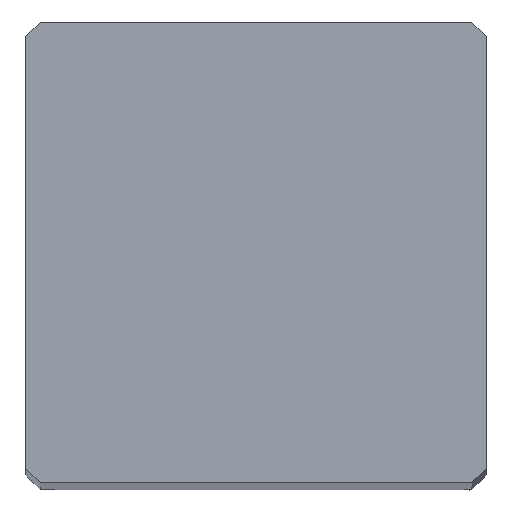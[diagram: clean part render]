
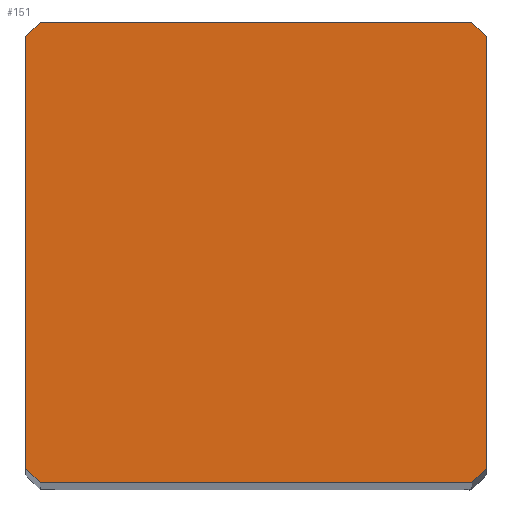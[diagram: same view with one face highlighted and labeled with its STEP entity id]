
A CAD part, top view. The second image highlights one B-rep face of the part: STEP entity #151.
In plain terms, the highlighted planar face has unit normal (0, 0, 1).
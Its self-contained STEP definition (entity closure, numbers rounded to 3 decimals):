
#97=FACE_OUTER_BOUND('',#238,.T.);
#151=ADVANCED_FACE('',(#97),#207,.T.);
#207=PLANE('',#1165);
#238=EDGE_LOOP('',(#351,#352,#353,#354,#355,#356,#357,#358));
#351=ORIENTED_EDGE('',*,*,#768,.T.);
#352=ORIENTED_EDGE('',*,*,#769,.F.);
#353=ORIENTED_EDGE('',*,*,#765,.F.);
#354=ORIENTED_EDGE('',*,*,#770,.F.);
#355=ORIENTED_EDGE('',*,*,#771,.T.);
#356=ORIENTED_EDGE('',*,*,#772,.F.);
#357=ORIENTED_EDGE('',*,*,#773,.F.);
#358=ORIENTED_EDGE('',*,*,#774,.F.);
#653=VERTEX_POINT('',#1591);
#660=VERTEX_POINT('',#1604);
#663=VERTEX_POINT('',#1612);
#664=VERTEX_POINT('',#1613);
#665=VERTEX_POINT('',#1616);
#666=VERTEX_POINT('',#1618);
#667=VERTEX_POINT('',#1620);
#668=VERTEX_POINT('',#1622);
#765=EDGE_CURVE('',#660,#653,#920,.T.);
#768=EDGE_CURVE('',#663,#664,#921,.T.);
#769=EDGE_CURVE('',#653,#664,#922,.T.);
#770=EDGE_CURVE('',#665,#660,#923,.T.);
#771=EDGE_CURVE('',#665,#666,#924,.T.);
#772=EDGE_CURVE('',#667,#666,#925,.T.);
#773=EDGE_CURVE('',#668,#667,#926,.T.);
#774=EDGE_CURVE('',#663,#668,#927,.T.);
#920=LINE('',#1605,#1007);
#921=LINE('',#1611,#1008);
#922=LINE('',#1614,#1009);
#923=LINE('',#1615,#1010);
#924=LINE('',#1617,#1011);
#925=LINE('',#1619,#1012);
#926=LINE('',#1621,#1013);
#927=LINE('',#1623,#1014);
#1007=VECTOR('',#1293,1.);
#1008=VECTOR('',#1300,1.);
#1009=VECTOR('',#1301,1.);
#1010=VECTOR('',#1302,1.);
#1011=VECTOR('',#1303,1.);
#1012=VECTOR('',#1304,1.);
#1013=VECTOR('',#1305,1.);
#1014=VECTOR('',#1306,1.);
#1165=AXIS2_PLACEMENT_3D('',#1624,#1307,#1308);
#1293=DIRECTION('',(-1.,0.,0.));
#1300=DIRECTION('',(0.,-1.,0.));
#1301=DIRECTION('',(-0.707,0.707,0.));
#1302=DIRECTION('',(-0.707,-0.707,0.));
#1303=DIRECTION('',(0.,1.,0.));
#1304=DIRECTION('',(0.707,-0.707,0.));
#1305=DIRECTION('',(1.,0.,0.));
#1306=DIRECTION('',(0.707,0.707,0.));
#1307=DIRECTION('',(0.,0.,1.));
#1308=DIRECTION('',(-1.,0.,0.));
#1591=CARTESIAN_POINT('',(0.5,0.,0.));
#1604=CARTESIAN_POINT('',(15.5,0.,0.));
#1605=CARTESIAN_POINT('',(15.5,0.,0.));
#1611=CARTESIAN_POINT('',(0.,15.5,0.));
#1612=CARTESIAN_POINT('',(0.,15.5,0.));
#1613=CARTESIAN_POINT('',(0.,0.5,0.));
#1614=CARTESIAN_POINT('',(0.5,0.,0.));
#1615=CARTESIAN_POINT('',(16.,0.5,0.));
#1616=CARTESIAN_POINT('',(16.,0.5,0.));
#1617=CARTESIAN_POINT('',(16.,0.5,0.));
#1618=CARTESIAN_POINT('',(16.,15.5,0.));
#1619=CARTESIAN_POINT('',(15.5,16.,0.));
#1620=CARTESIAN_POINT('',(15.5,16.,0.));
#1621=CARTESIAN_POINT('',(0.5,16.,0.));
#1622=CARTESIAN_POINT('',(0.5,16.,0.));
#1623=CARTESIAN_POINT('',(0.,15.5,0.));
#1624=CARTESIAN_POINT('',(8.,8.,0.));
